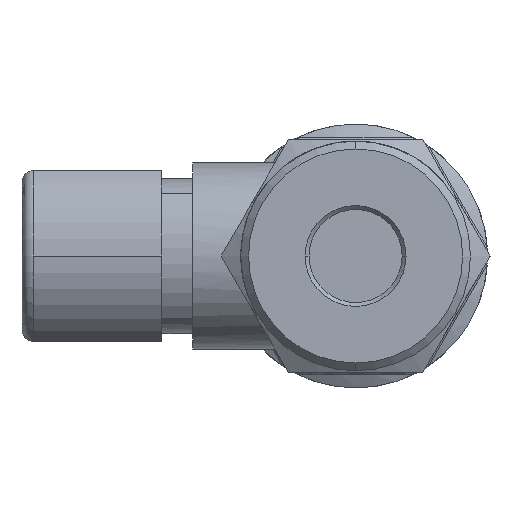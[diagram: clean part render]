
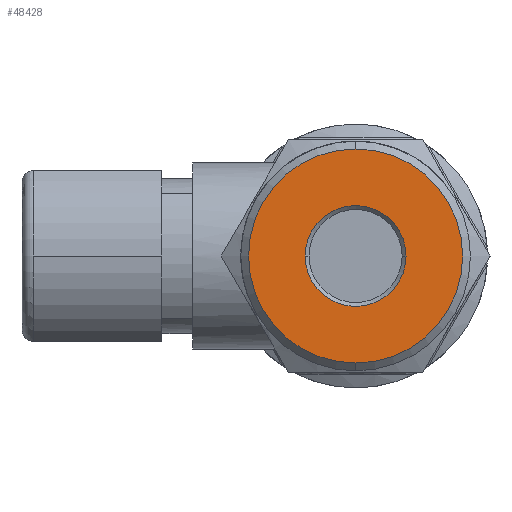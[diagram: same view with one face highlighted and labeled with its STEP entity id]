
A CAD part, left-side view. The second image highlights one B-rep face of the part: STEP entity #48428.
In plain terms, the highlighted planar face has unit normal (-1, 0, 0).
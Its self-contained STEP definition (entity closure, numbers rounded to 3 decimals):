
#3589 = EDGE_CURVE ( 'NONE', #13156, #13135, #19318, .T. ) ;
#3591 = EDGE_CURVE ( 'NONE', #13152, #13154, #19320, .T. ) ;
#4018 = CARTESIAN_POINT ( 'NONE',  ( -17.37, 0., 0. ) ) ;
#4019 = DIRECTION ( 'NONE',  ( 1., 0., 0. ) ) ;
#4020 = DIRECTION ( 'NONE',  ( 0., 1., 0. ) ) ;
#4025 = CARTESIAN_POINT ( 'NONE',  ( -17.37, 0., 0. ) ) ;
#4026 = DIRECTION ( 'NONE',  ( 1., 0., 0. ) ) ;
#4027 = DIRECTION ( 'NONE',  ( 0., 0., -1. ) ) ;
#9861 = FACE_OUTER_BOUND ( 'NONE', #22595, .T. ) ;
#9862 = FACE_BOUND ( 'NONE', #22591, .T. ) ;
#12829 = ORIENTED_EDGE ( 'NONE', *, *, #28456, .T. ) ;
#12830 = ORIENTED_EDGE ( 'NONE', *, *, #3591, .T. ) ;
#12831 = ORIENTED_EDGE ( 'NONE', *, *, #28458, .F. ) ;
#12832 = ORIENTED_EDGE ( 'NONE', *, *, #3589, .F. ) ;
#13135 = VERTEX_POINT ( 'NONE', #15813 ) ;
#13152 = VERTEX_POINT ( 'NONE', #15821 ) ;
#13154 = VERTEX_POINT ( 'NONE', #15822 ) ;
#13156 = VERTEX_POINT ( 'NONE', #15823 ) ;
#15163 = CARTESIAN_POINT ( 'NONE',  ( -17.37, 0., 0. ) ) ;
#15165 = DIRECTION ( 'NONE',  ( 1., 0., 0. ) ) ;
#15166 = DIRECTION ( 'NONE',  ( 0., 0., -1. ) ) ;
#15172 = CARTESIAN_POINT ( 'NONE',  ( -17.37, 0., 0. ) ) ;
#15174 = DIRECTION ( 'NONE',  ( 1., 0., 0. ) ) ;
#15176 = DIRECTION ( 'NONE',  ( 0., 1., 0. ) ) ;
#15813 = CARTESIAN_POINT ( 'NONE',  ( -17.37, 0., -6.9 ) ) ;
#15821 = CARTESIAN_POINT ( 'NONE',  ( -17.37, 3.25, 0. ) ) ;
#15822 = CARTESIAN_POINT ( 'NONE',  ( -17.37, -3.25, 0. ) ) ;
#15823 = CARTESIAN_POINT ( 'NONE',  ( -17.37, 0., 6.9 ) ) ;
#19318 = CIRCLE ( 'NONE', #59789, 6.9 ) ;
#19320 = CIRCLE ( 'NONE', #59790, 3.25 ) ;
#22591 = EDGE_LOOP ( 'NONE', ( #12829, #12830 ) ) ;
#22595 = EDGE_LOOP ( 'NONE', ( #12831, #12832 ) ) ;
#28456 = EDGE_CURVE ( 'NONE', #13154, #13152, #56938, .T. ) ;
#28458 = EDGE_CURVE ( 'NONE', #13135, #13156, #56936, .T. ) ;
#36968 = DIRECTION ( 'NONE',  ( -1., 0., 0. ) ) ;
#36969 = CARTESIAN_POINT ( 'NONE',  ( -17.37, 6.9, 0. ) ) ;
#36971 = PLANE ( 'NONE',  #38068 ) ;
#36973 = DIRECTION ( 'NONE',  ( 0., 0., 1. ) ) ;
#38068 = AXIS2_PLACEMENT_3D ( 'NONE', #36969, #36968, #36973 ) ;
#48428 = ADVANCED_FACE ( 'NONE', ( #9862, #9861 ), #36971, .T. ) ;
#56936 = CIRCLE ( 'NONE', #62526, 6.9 ) ;
#56938 = CIRCLE ( 'NONE', #62523, 3.25 ) ;
#59789 = AXIS2_PLACEMENT_3D ( 'NONE', #15163, #15165, #15166 ) ;
#59790 = AXIS2_PLACEMENT_3D ( 'NONE', #15172, #15174, #15176 ) ;
#62523 = AXIS2_PLACEMENT_3D ( 'NONE', #4018, #4019, #4020 ) ;
#62526 = AXIS2_PLACEMENT_3D ( 'NONE', #4025, #4026, #4027 ) ;
